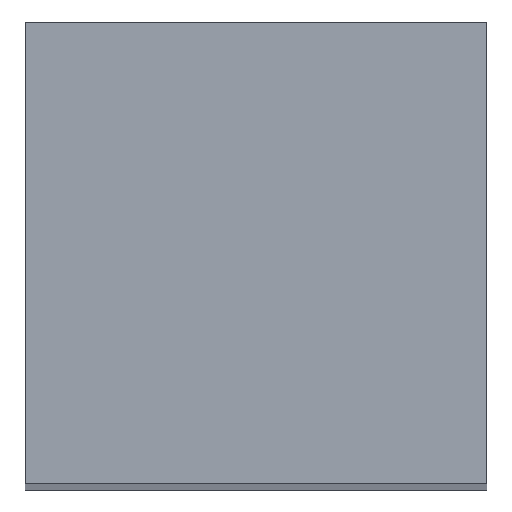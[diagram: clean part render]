
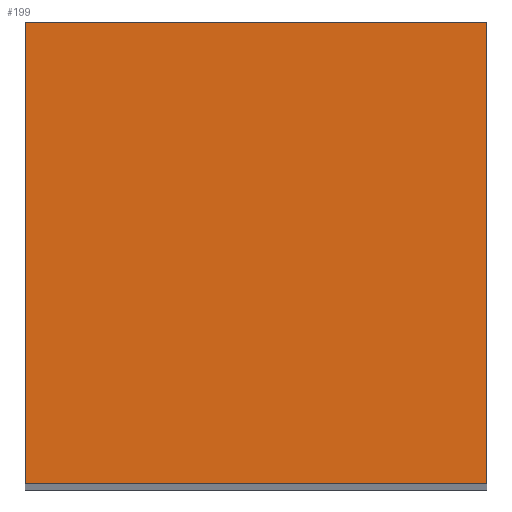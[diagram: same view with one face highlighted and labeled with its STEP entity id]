
A CAD part, top view. The second image highlights one B-rep face of the part: STEP entity #199.
In plain terms, the highlighted planar face has unit normal (0, 0, 1).
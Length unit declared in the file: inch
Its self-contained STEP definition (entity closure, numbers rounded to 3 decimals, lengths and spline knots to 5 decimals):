
#7 = VECTOR ( 'NONE', #92, 39.37008 ) ;
#49 = DIRECTION ( 'NONE',  ( 1., 0., 0. ) ) ;
#50 = CARTESIAN_POINT ( 'NONE',  ( 0.125, 0.125, 0. ) ) ;
#51 = LINE ( 'NONE', #50, #177 ) ;
#53 = DIRECTION ( 'NONE',  ( 0., -1., 0. ) ) ;
#54 = CARTESIAN_POINT ( 'NONE',  ( 0., 0.125, 0. ) ) ;
#55 = LINE ( 'NONE', #54, #162 ) ;
#56 = DIRECTION ( 'NONE',  ( -1., 0., 0. ) ) ;
#57 = DIRECTION ( 'NONE',  ( 0., 0., -1. ) ) ;
#58 = CARTESIAN_POINT ( 'NONE',  ( 0.125, 0.125, 0. ) ) ;
#59 = PLANE ( 'NONE',  #167 ) ;
#80 = DIRECTION ( 'NONE',  ( 1., 0., 0. ) ) ;
#83 = CARTESIAN_POINT ( 'NONE',  ( 0.125, 0., 0. ) ) ;
#84 = LINE ( 'NONE', #83, #165 ) ;
#92 = DIRECTION ( 'NONE',  ( 0., -1., 0. ) ) ;
#93 = CARTESIAN_POINT ( 'NONE',  ( 0.125, 0.125, 0. ) ) ;
#95 = LINE ( 'NONE', #93, #7 ) ;
#107 = CARTESIAN_POINT ( 'NONE',  ( 0.125, 0.125, 0. ) ) ;
#108 = CARTESIAN_POINT ( 'NONE',  ( 0., 0.125, 0. ) ) ;
#109 = CARTESIAN_POINT ( 'NONE',  ( 0.125, 0., 0. ) ) ;
#110 = CARTESIAN_POINT ( 'NONE',  ( 0., 0., 0. ) ) ;
#111 = ORIENTED_EDGE ( 'NONE', *, *, #192, .T. ) ;
#112 = VERTEX_POINT ( 'NONE', #110 ) ;
#113 = VERTEX_POINT ( 'NONE', #109 ) ;
#114 = VERTEX_POINT ( 'NONE', #108 ) ;
#115 = VERTEX_POINT ( 'NONE', #107 ) ;
#123 = EDGE_LOOP ( 'NONE', ( #111, #147, #148, #146 ) ) ;
#146 = ORIENTED_EDGE ( 'NONE', *, *, #200, .T. ) ;
#147 = ORIENTED_EDGE ( 'NONE', *, *, #188, .F. ) ;
#148 = ORIENTED_EDGE ( 'NONE', *, *, #201, .F. ) ;
#162 = VECTOR ( 'NONE', #53, 39.37008 ) ;
#165 = VECTOR ( 'NONE', #80, 39.37008 ) ;
#167 = AXIS2_PLACEMENT_3D ( 'NONE', #58, #57, #56 ) ;
#175 = FACE_OUTER_BOUND ( 'NONE', #123, .T. ) ;
#177 = VECTOR ( 'NONE', #49, 39.37008 ) ;
#188 = EDGE_CURVE ( 'NONE', #115, #113, #95, .T. ) ;
#192 = EDGE_CURVE ( 'NONE', #112, #113, #84, .T. ) ;
#199 = ADVANCED_FACE ( 'NONE', ( #175 ), #59, .F. ) ;
#200 = EDGE_CURVE ( 'NONE', #114, #112, #55, .T. ) ;
#201 = EDGE_CURVE ( 'NONE', #114, #115, #51, .T. ) ;
